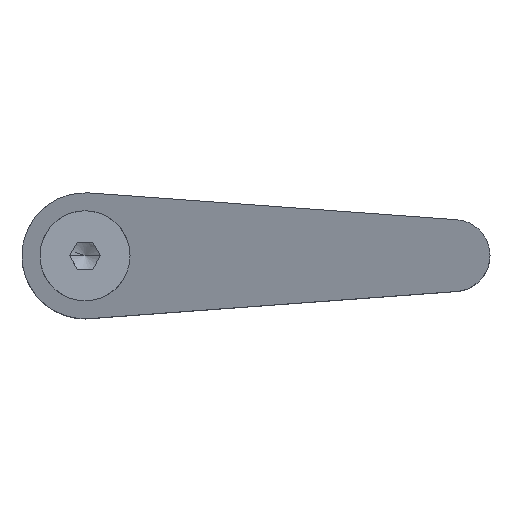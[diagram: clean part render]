
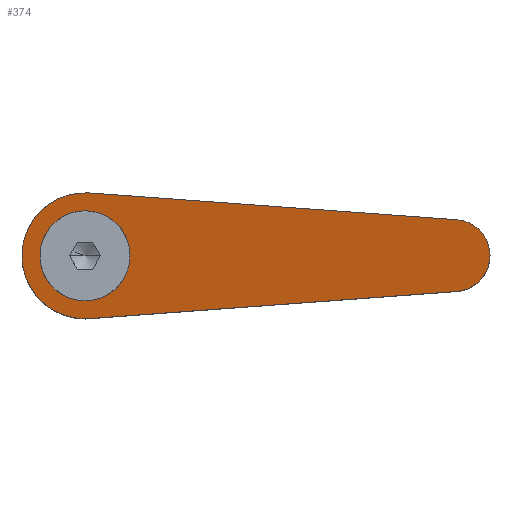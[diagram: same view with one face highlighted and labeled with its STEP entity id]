
A CAD part, top view. The second image highlights one B-rep face of the part: STEP entity #374.
In plain terms, the highlighted planar face has unit normal (-0.28, 0, 0.96).
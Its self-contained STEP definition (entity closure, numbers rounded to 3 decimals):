
#242=VERTEX_POINT('',#592);
#268=EDGE_CURVE('',#294,#366,#620,.T.);
#288=EDGE_CURVE('',#242,#294,#641,.T.);
#294=VERTEX_POINT('',#647);
#302=VERTEX_POINT('',#657);
#304=EDGE_CURVE('',#412,#402,#659,.T.);
#336=EDGE_CURVE('',#302,#384,#693,.T.);
#366=VERTEX_POINT('',#726);
#374=ADVANCED_FACE('',(#737,#738),#739,.F.);
#384=VERTEX_POINT('',#750);
#400=VERTEX_POINT('',#770);
#402=VERTEX_POINT('',#772);
#412=VERTEX_POINT('',#783);
#438=EDGE_CURVE('',#402,#302,#811,.T.);
#472=EDGE_CURVE('',#384,#400,#848,.T.);
#474=EDGE_CURVE('',#366,#242,#850,.T.);
#500=EDGE_CURVE('',#400,#412,#877,.T.);
#592=CARTESIAN_POINT('',(0.,5.0,22.545));
#620=ELLIPSE('',#1052,5.209,5.0);
#641=ELLIPSE('',#1086,5.209,5.0);
#647=CARTESIAN_POINT('',(-1.548,-4.754,22.092));
#657=CARTESIAN_POINT('',(-7.,0.,20.5));
#659=LINE('',#1109,#1110);
#693=ELLIPSE('',#1153,7.293,7.0);
#726=CARTESIAN_POINT('',(0.,-5.0,22.545));
#737=FACE_OUTER_BOUND('',#1208,.T.);
#738=FACE_BOUND('',#1209,.T.);
#739=PLANE('',#1210);
#750=CARTESIAN_POINT('',(0.512,-6.981,22.694));
#770=CARTESIAN_POINT('',(41.293,-3.989,34.606));
#772=CARTESIAN_POINT('',(0.512,6.981,22.694));
#783=CARTESIAN_POINT('',(41.293,3.989,34.606));
#811=ELLIPSE('',#1312,7.293,7.0);
#848=LINE('',#1361,#1362);
#850=ELLIPSE('',#1365,5.209,5.0);
#877=ELLIPSE('',#1434,4.167,4.);
#1052=AXIS2_PLACEMENT_3D('',#1576,#1577,#1578);
#1086=AXIS2_PLACEMENT_3D('',#1593,#1594,#1595);
#1109=CARTESIAN_POINT('',(25.273,5.165,29.927));
#1110=VECTOR('',#1610,1.0);
#1153=AXIS2_PLACEMENT_3D('',#1636,#1637,#1638);
#1208=EDGE_LOOP('',(#1699,#1700,#1701,#1702,#1703));
#1209=EDGE_LOOP('',(#1704,#1705,#1706));
#1210=AXIS2_PLACEMENT_3D('',#1707,#1708,#1709);
#1312=AXIS2_PLACEMENT_3D('',#1786,#1787,#1788);
#1361=CARTESIAN_POINT('',(44.068,-3.786,35.417));
#1362=VECTOR('',#1822,1.0);
#1365=AXIS2_PLACEMENT_3D('',#1823,#1824,#1825);
#1434=AXIS2_PLACEMENT_3D('',#1842,#1843,#1844);
#1576=CARTESIAN_POINT('',(0.0,0.0,22.545));
#1577=DIRECTION('',(-0.28,0.,0.96));
#1578=DIRECTION('',(-0.96,0.0,-0.28));
#1593=CARTESIAN_POINT('',(0.0,0.0,22.545));
#1594=DIRECTION('',(-0.28,0.,0.96));
#1595=DIRECTION('',(-0.96,0.0,-0.28));
#1610=DIRECTION('',(-0.958,0.07,-0.28));
#1636=CARTESIAN_POINT('',(0.,0.,22.545));
#1637=DIRECTION('',(-0.28,0.,0.96));
#1638=DIRECTION('',(-0.96,0.,-0.28));
#1699=ORIENTED_EDGE('',*,*,#438,.T.);
#1700=ORIENTED_EDGE('',*,*,#336,.T.);
#1701=ORIENTED_EDGE('',*,*,#472,.T.);
#1702=ORIENTED_EDGE('',*,*,#500,.T.);
#1703=ORIENTED_EDGE('',*,*,#304,.T.);
#1704=ORIENTED_EDGE('',*,*,#268,.F.);
#1705=ORIENTED_EDGE('',*,*,#288,.F.);
#1706=ORIENTED_EDGE('',*,*,#474,.F.);
#1707=CARTESIAN_POINT('',(19.395,0.,28.21));
#1708=DIRECTION('',(0.28,0.,-0.96));
#1709=DIRECTION('',(0.269,0.96,0.079));
#1786=CARTESIAN_POINT('',(0.,0.,22.545));
#1787=DIRECTION('',(-0.28,0.,0.96));
#1788=DIRECTION('',(-0.96,0.,-0.28));
#1822=DIRECTION('',(0.958,0.07,0.28));
#1823=CARTESIAN_POINT('',(0.0,0.0,22.545));
#1824=DIRECTION('',(-0.28,0.,0.96));
#1825=DIRECTION('',(-0.96,0.0,-0.28));
#1842=CARTESIAN_POINT('',(41.0,0.,34.521));
#1843=DIRECTION('',(-0.28,0.,0.96));
#1844=DIRECTION('',(0.96,0.,0.28));
